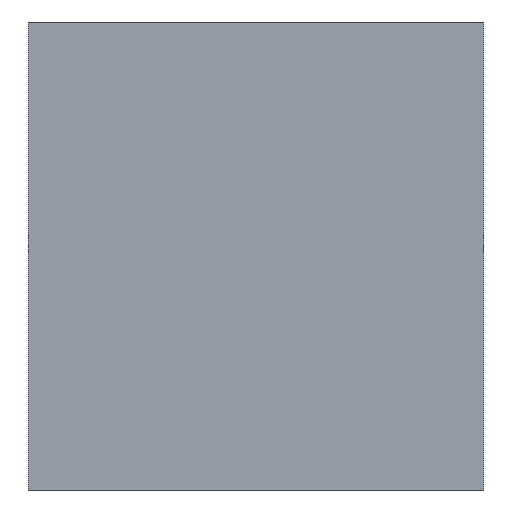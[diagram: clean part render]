
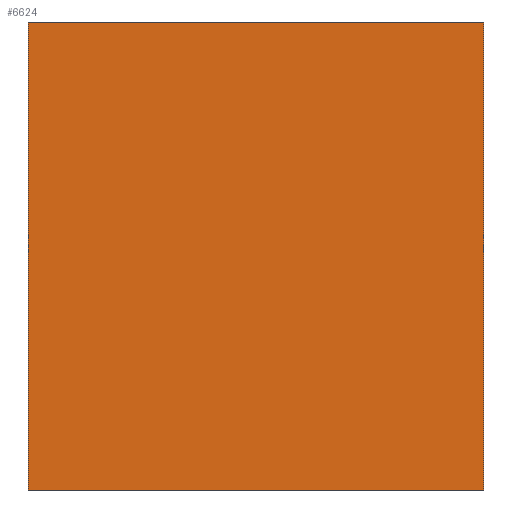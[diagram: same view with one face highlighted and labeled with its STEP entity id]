
A CAD part, left-side view. The second image highlights one B-rep face of the part: STEP entity #6624.
In plain terms, the highlighted planar face has unit normal (-1, 0, 0).
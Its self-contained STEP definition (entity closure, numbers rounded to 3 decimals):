
#6624 = ADVANCED_FACE('',(#6625),#6659,.F.);
#6625 = FACE_BOUND('',#6626,.F.);
#6626 = EDGE_LOOP('',(#6627,#6637,#6645,#6653));
#6627 = ORIENTED_EDGE('',*,*,#6628,.F.);
#6628 = EDGE_CURVE('',#6629,#6631,#6633,.T.);
#6629 = VERTEX_POINT('',#6630);
#6630 = CARTESIAN_POINT('',(-100.523,-97.725,-100.508));
#6631 = VERTEX_POINT('',#6632);
#6632 = CARTESIAN_POINT('',(-100.523,-97.725,100.508));
#6633 = LINE('',#6634,#6635);
#6634 = CARTESIAN_POINT('',(-100.523,-97.725,-100.508));
#6635 = VECTOR('',#6636,1.);
#6636 = DIRECTION('',(0.,0.,1.));
#6637 = ORIENTED_EDGE('',*,*,#6638,.T.);
#6638 = EDGE_CURVE('',#6629,#6639,#6641,.T.);
#6639 = VERTEX_POINT('',#6640);
#6640 = CARTESIAN_POINT('',(-100.523,97.725,-100.508));
#6641 = LINE('',#6642,#6643);
#6642 = CARTESIAN_POINT('',(-100.523,-97.725,-100.508));
#6643 = VECTOR('',#6644,1.);
#6644 = DIRECTION('',(-0.,1.,0.));
#6645 = ORIENTED_EDGE('',*,*,#6646,.T.);
#6646 = EDGE_CURVE('',#6639,#6647,#6649,.T.);
#6647 = VERTEX_POINT('',#6648);
#6648 = CARTESIAN_POINT('',(-100.523,97.725,100.508));
#6649 = LINE('',#6650,#6651);
#6650 = CARTESIAN_POINT('',(-100.523,97.725,-100.508));
#6651 = VECTOR('',#6652,1.);
#6652 = DIRECTION('',(0.,0.,1.));
#6653 = ORIENTED_EDGE('',*,*,#6654,.F.);
#6654 = EDGE_CURVE('',#6631,#6647,#6655,.T.);
#6655 = LINE('',#6656,#6657);
#6656 = CARTESIAN_POINT('',(-100.523,-97.725,100.508));
#6657 = VECTOR('',#6658,1.);
#6658 = DIRECTION('',(-0.,1.,0.));
#6659 = PLANE('',#6660);
#6660 = AXIS2_PLACEMENT_3D('',#6661,#6662,#6663);
#6661 = CARTESIAN_POINT('',(-100.523,-97.725,-100.508));
#6662 = DIRECTION('',(1.,0.,-0.));
#6663 = DIRECTION('',(0.,0.,1.));
